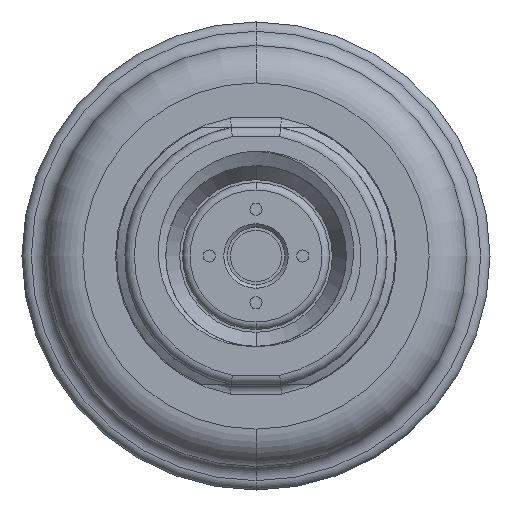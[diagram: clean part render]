
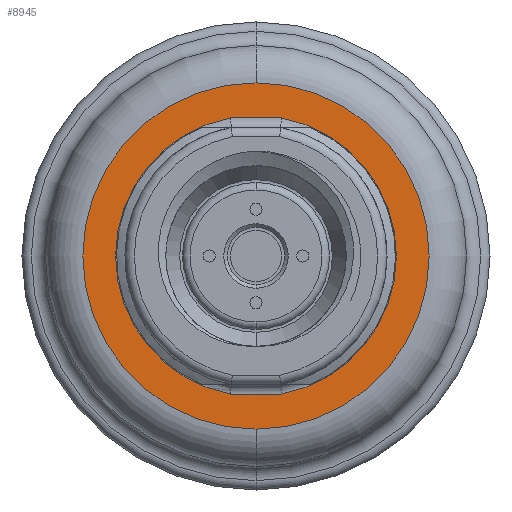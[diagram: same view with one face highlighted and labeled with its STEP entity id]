
A CAD part, front view. The second image highlights one B-rep face of the part: STEP entity #8945.
In plain terms, the highlighted planar face has unit normal (0, -1, 0).
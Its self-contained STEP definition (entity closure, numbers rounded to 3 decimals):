
#2379=CARTESIAN_POINT('',(0.,-3.,0.));
#2380=DIRECTION('',(0.,-1.,0.));
#2381=DIRECTION('',(0.,0.,-1.));
#2382=AXIS2_PLACEMENT_3D('',#2379,#2380,#2381);
#2384=CARTESIAN_POINT('',(0.,-3.,0.));
#2385=DIRECTION('',(0.,-1.,0.));
#2386=DIRECTION('',(0.,0.,1.));
#2387=AXIS2_PLACEMENT_3D('',#2384,#2385,#2386);
#2389=CARTESIAN_POINT('',(0.,-3.,0.));
#2390=DIRECTION('',(0.,-1.,0.));
#2391=DIRECTION('',(-0.182,0.,0.983));
#2392=AXIS2_PLACEMENT_3D('',#2389,#2390,#2391);
#2394=DIRECTION('',(1.,0.,0.));
#2395=VECTOR('',#2394,5.454);
#2396=CARTESIAN_POINT('',(-2.727,-3.,-14.75));
#2397=LINE('',#2396,#2395);
#2398=CARTESIAN_POINT('',(0.,-3.,0.));
#2399=DIRECTION('',(0.,-1.,0.));
#2400=DIRECTION('',(0.182,0.,-0.983));
#2401=AXIS2_PLACEMENT_3D('',#2398,#2399,#2400);
#2403=DIRECTION('',(-1.,0.,0.));
#2404=VECTOR('',#2403,5.454);
#2405=CARTESIAN_POINT('',(2.727,-3.,14.75));
#2406=LINE('',#2405,#2404);
#6547=CARTESIAN_POINT('',(-2.727,-3.,14.75));
#6548=CARTESIAN_POINT('',(-2.727,-3.,-14.75));
#6549=VERTEX_POINT('',#6547);
#6550=VERTEX_POINT('',#6548);
#6555=CARTESIAN_POINT('',(2.727,-3.,-14.75));
#6556=CARTESIAN_POINT('',(2.727,-3.,14.75));
#6557=VERTEX_POINT('',#6555);
#6558=VERTEX_POINT('',#6556);
#6807=CARTESIAN_POINT('',(0.,-3.,-18.5));
#6808=CARTESIAN_POINT('',(0.,-3.,18.5));
#6809=VERTEX_POINT('',#6807);
#6810=VERTEX_POINT('',#6808);
#8925=CARTESIAN_POINT('',(0.,-3.,0.));
#8926=DIRECTION('',(0.,-1.,0.));
#8927=DIRECTION('',(0.,0.,1.));
#8928=AXIS2_PLACEMENT_3D('',#8925,#8926,#8927);
#8929=PLANE('',#8928);
#8931=ORIENTED_EDGE('',*,*,#8930,.F.);
#8933=ORIENTED_EDGE('',*,*,#8932,.F.);
#8934=EDGE_LOOP('',(#8931,#8933));
#8935=FACE_OUTER_BOUND('',#8934,.F.);
#8936=ORIENTED_EDGE('',*,*,#8915,.T.);
#8938=ORIENTED_EDGE('',*,*,#8937,.T.);
#8940=ORIENTED_EDGE('',*,*,#8939,.T.);
#8942=ORIENTED_EDGE('',*,*,#8941,.T.);
#8943=EDGE_LOOP('',(#8936,#8938,#8940,#8942));
#8944=FACE_BOUND('',#8943,.F.);
#8945=ADVANCED_FACE('',(#8935,#8944),#8929,.T.);
#2383=CIRCLE('',#2382,18.5);
#2388=CIRCLE('',#2387,18.5);
#2393=CIRCLE('',#2392,15.);
#2402=CIRCLE('',#2401,15.);
#8915=EDGE_CURVE('',#6549,#6550,#2393,.T.);
#8930=EDGE_CURVE('',#6809,#6810,#2383,.T.);
#8932=EDGE_CURVE('',#6810,#6809,#2388,.T.);
#8937=EDGE_CURVE('',#6550,#6557,#2397,.T.);
#8939=EDGE_CURVE('',#6557,#6558,#2402,.T.);
#8941=EDGE_CURVE('',#6558,#6549,#2406,.T.);
